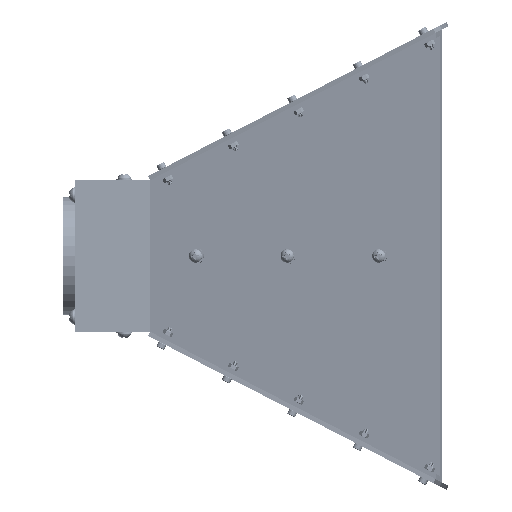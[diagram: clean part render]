
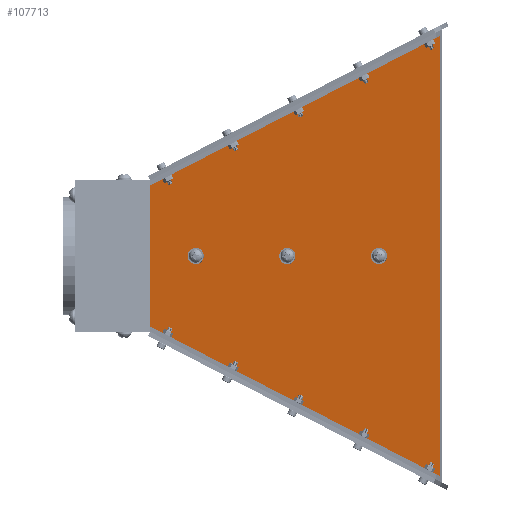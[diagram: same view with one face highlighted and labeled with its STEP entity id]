
A CAD part, front view. The second image highlights one B-rep face of the part: STEP entity #107713.
In plain terms, the highlighted planar face has unit normal (-0.214, -0.977, 0).
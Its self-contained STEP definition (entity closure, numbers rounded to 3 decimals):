
#677 = CARTESIAN_POINT ( 'NONE',  ( 2.827, -1.83, 0. ) ) ;
#1930 = ORIENTED_EDGE ( 'NONE', *, *, #6155, .F. ) ;
#2699 = EDGE_LOOP ( 'NONE', ( #112372, #125398, #86089, #12515 ) ) ;
#4582 = EDGE_CURVE ( 'NONE', #59841, #95773, #68254, .T. ) ;
#6127 = EDGE_CURVE ( 'NONE', #95773, #59841, #102732, .T. ) ;
#6155 = EDGE_CURVE ( 'NONE', #121164, #84065, #128869, .T. ) ;
#6573 = CARTESIAN_POINT ( 'NONE',  ( 8.04, -2.972, 11.65 ) ) ;
#10574 = FACE_BOUND ( 'NONE', #96082, .T. ) ;
#12515 = ORIENTED_EDGE ( 'NONE', *, *, #37171, .F. ) ;
#12977 = EDGE_CURVE ( 'NONE', #40993, #97612, #77922, .T. ) ;
#13294 = ORIENTED_EDGE ( 'NONE', *, *, #81339, .F. ) ;
#14140 = CARTESIAN_POINT ( 'NONE',  ( 2.662, -1.794, -0.037 ) ) ;
#15399 = CARTESIAN_POINT ( 'NONE',  ( 4.781, -2.258, 0. ) ) ;
#16073 = PLANE ( 'NONE',  #66759 ) ;
#16968 = DIRECTION ( 'NONE',  ( -0.214, -0.977, 0. ) ) ;
#19129 = CARTESIAN_POINT ( 'NONE',  ( 2.992, -1.867, 0.037 ) ) ;
#21989 = AXIS2_PLACEMENT_3D ( 'NONE', #15399, #47162, #49851 ) ;
#23464 = DIRECTION ( 'NONE',  ( 0., 0., -1. ) ) ;
#25130 = VECTOR ( 'NONE', #132960, 39.37 ) ;
#25807 = DIRECTION ( 'NONE',  ( -0.214, -0.977, 0. ) ) ;
#26359 = CARTESIAN_POINT ( 'NONE',  ( 8.04, -2.972, 4.698 ) ) ;
#26756 = CARTESIAN_POINT ( 'NONE',  ( 6.734, -2.686, 0. ) ) ;
#27146 = DIRECTION ( 'NONE',  ( 0.977, -0.214, 0. ) ) ;
#28159 = AXIS2_PLACEMENT_3D ( 'NONE', #73414, #124883, #82664 ) ;
#29050 = DIRECTION ( 'NONE',  ( -0.214, -0.977, 0. ) ) ;
#32865 = EDGE_CURVE ( 'NONE', #40993, #102628, #109809, .T. ) ;
#34011 = AXIS2_PLACEMENT_3D ( 'NONE', #26756, #25807, #36485 ) ;
#34666 = VECTOR ( 'NONE', #132522, 39.37 ) ;
#35555 = VERTEX_POINT ( 'NONE', #102735 ) ;
#36485 = DIRECTION ( 'NONE',  ( -0.954, 0.209, -0.214 ) ) ;
#37171 = EDGE_CURVE ( 'NONE', #97612, #78543, #53122, .T. ) ;
#37874 = DIRECTION ( 'NONE',  ( -0.954, 0.209, -0.214 ) ) ;
#40385 = FACE_BOUND ( 'NONE', #52917, .T. ) ;
#40693 = CARTESIAN_POINT ( 'NONE',  ( 4.616, -2.222, -0.037 ) ) ;
#40993 = VERTEX_POINT ( 'NONE', #94107 ) ;
#46931 = CIRCLE ( 'NONE', #86669, 0.173 ) ;
#47162 = DIRECTION ( 'NONE',  ( -0.214, -0.977, 0. ) ) ;
#48311 = CIRCLE ( 'NONE', #28159, 0.173 ) ;
#49851 = DIRECTION ( 'NONE',  ( -0.954, 0.209, -0.214 ) ) ;
#52917 = EDGE_LOOP ( 'NONE', ( #120238, #13294 ) ) ;
#53122 = LINE ( 'NONE', #6573, #25130 ) ;
#58240 = DIRECTION ( 'NONE',  ( 0.872, -0.191, 0.45 ) ) ;
#59073 = CIRCLE ( 'NONE', #21989, 0.173 ) ;
#59841 = VERTEX_POINT ( 'NONE', #119401 ) ;
#61130 = CARTESIAN_POINT ( 'NONE',  ( 2.827, -1.83, 0. ) ) ;
#66759 = AXIS2_PLACEMENT_3D ( 'NONE', #132283, #16968, #27146 ) ;
#67575 = AXIS2_PLACEMENT_3D ( 'NONE', #121792, #79550, #37874 ) ;
#68254 = CIRCLE ( 'NONE', #34011, 0.173 ) ;
#73414 = CARTESIAN_POINT ( 'NONE',  ( 4.781, -2.258, 0. ) ) ;
#73697 = VECTOR ( 'NONE', #23464, 39.37 ) ;
#74276 = DIRECTION ( 'NONE',  ( -0.214, -0.977, 0. ) ) ;
#77922 = LINE ( 'NONE', #110651, #115768 ) ;
#78543 = VERTEX_POINT ( 'NONE', #118059 ) ;
#79550 = DIRECTION ( 'NONE',  ( -0.214, -0.977, 0. ) ) ;
#80611 = LINE ( 'NONE', #89881, #34666 ) ;
#81339 = EDGE_CURVE ( 'NONE', #112667, #35555, #59073, .T. ) ;
#82664 = DIRECTION ( 'NONE',  ( -0.954, 0.209, -0.214 ) ) ;
#82979 = ORIENTED_EDGE ( 'NONE', *, *, #86716, .F. ) ;
#84065 = VERTEX_POINT ( 'NONE', #19129 ) ;
#86002 = ORIENTED_EDGE ( 'NONE', *, *, #6127, .F. ) ;
#86089 = ORIENTED_EDGE ( 'NONE', *, *, #120999, .T. ) ;
#86669 = AXIS2_PLACEMENT_3D ( 'NONE', #677, #74276, #105544 ) ;
#86716 = EDGE_CURVE ( 'NONE', #84065, #121164, #46931, .T. ) ;
#89881 = CARTESIAN_POINT ( 'NONE',  ( 5.377, -2.389, -3.323 ) ) ;
#91389 = EDGE_CURVE ( 'NONE', #35555, #112667, #48311, .T. ) ;
#92186 = CARTESIAN_POINT ( 'NONE',  ( 6.569, -2.65, -0.037 ) ) ;
#94107 = CARTESIAN_POINT ( 'NONE',  ( 1.85, -1.617, 1.502 ) ) ;
#95773 = VERTEX_POINT ( 'NONE', #92186 ) ;
#96082 = EDGE_LOOP ( 'NONE', ( #82979, #1930 ) ) ;
#97612 = VERTEX_POINT ( 'NONE', #26359 ) ;
#99489 = FACE_OUTER_BOUND ( 'NONE', #2699, .T. ) ;
#102628 = VERTEX_POINT ( 'NONE', #105729 ) ;
#102732 = CIRCLE ( 'NONE', #67575, 0.173 ) ;
#102735 = CARTESIAN_POINT ( 'NONE',  ( 4.946, -2.294, 0.037 ) ) ;
#103453 = DIRECTION ( 'NONE',  ( -0.954, 0.209, -0.214 ) ) ;
#104468 = ORIENTED_EDGE ( 'NONE', *, *, #4582, .F. ) ;
#105544 = DIRECTION ( 'NONE',  ( -0.954, 0.209, -0.214 ) ) ;
#105729 = CARTESIAN_POINT ( 'NONE',  ( 1.85, -1.617, -1.502 ) ) ;
#107713 = ADVANCED_FACE ( 'NONE', ( #40385, #99489, #127354, #10574 ), #16073, .T. ) ;
#109809 = LINE ( 'NONE', #127742, #73697 ) ;
#110651 = CARTESIAN_POINT ( 'NONE',  ( 5.377, -2.389, 3.323 ) ) ;
#112372 = ORIENTED_EDGE ( 'NONE', *, *, #12977, .F. ) ;
#112667 = VERTEX_POINT ( 'NONE', #40693 ) ;
#115073 = AXIS2_PLACEMENT_3D ( 'NONE', #61130, #29050, #103453 ) ;
#115768 = VECTOR ( 'NONE', #58240, 39.37 ) ;
#118059 = CARTESIAN_POINT ( 'NONE',  ( 8.04, -2.972, -4.698 ) ) ;
#119401 = CARTESIAN_POINT ( 'NONE',  ( 6.899, -2.722, 0.037 ) ) ;
#120238 = ORIENTED_EDGE ( 'NONE', *, *, #91389, .F. ) ;
#120999 = EDGE_CURVE ( 'NONE', #102628, #78543, #80611, .T. ) ;
#121164 = VERTEX_POINT ( 'NONE', #14140 ) ;
#121792 = CARTESIAN_POINT ( 'NONE',  ( 6.734, -2.686, 0. ) ) ;
#123171 = EDGE_LOOP ( 'NONE', ( #104468, #86002 ) ) ;
#124883 = DIRECTION ( 'NONE',  ( -0.214, -0.977, 0. ) ) ;
#125398 = ORIENTED_EDGE ( 'NONE', *, *, #32865, .T. ) ;
#127354 = FACE_BOUND ( 'NONE', #123171, .T. ) ;
#127742 = CARTESIAN_POINT ( 'NONE',  ( 1.85, -1.617, 10.481 ) ) ;
#128869 = CIRCLE ( 'NONE', #115073, 0.173 ) ;
#132283 = CARTESIAN_POINT ( 'NONE',  ( 1.85, -1.617, 10.481 ) ) ;
#132522 = DIRECTION ( 'NONE',  ( 0.872, -0.191, -0.45 ) ) ;
#132960 = DIRECTION ( 'NONE',  ( 0., 0., -1. ) ) ;
